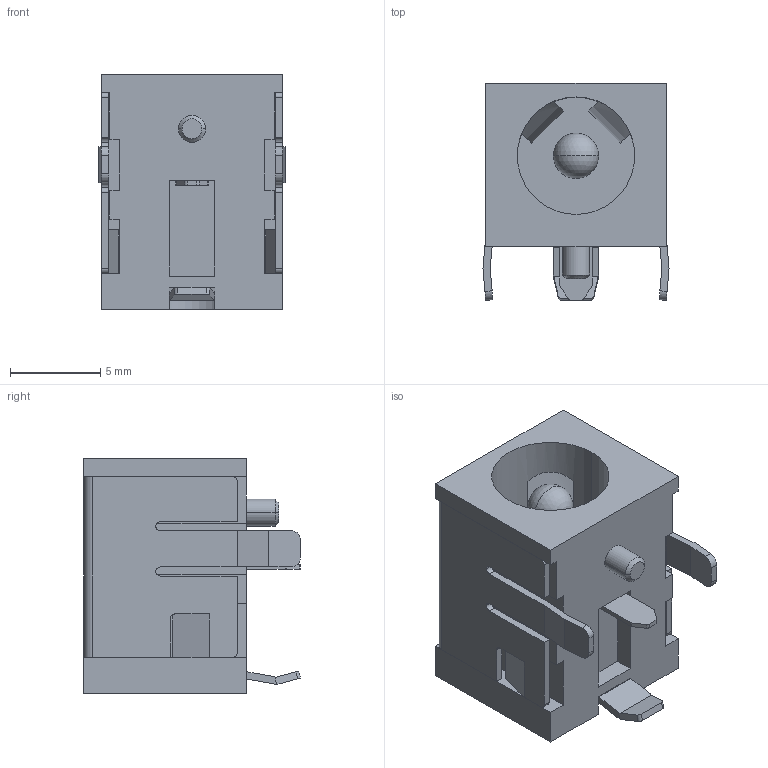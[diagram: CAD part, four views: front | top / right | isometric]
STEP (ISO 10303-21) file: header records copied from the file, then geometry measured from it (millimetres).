
FILE_DESCRIPTION(('STEP AP214'),'1');
FILE_NAME('PJ-063BH.stp','2017-01-11T20:38:48',('TraceParts'),('TraceParts S.A.'),'Spatial InterOp 3D',' ',' ');
FILE_SCHEMA(('automotive_design'));
Length unit declared in the file: millimetre
Products named in the file (4): Mirror5; Extrude44; Extrude48; Fillet13
Bounding box: 10.3 x 12 x 13 mm (x, y, z)
Volume: 792.9 mm3; surface area: 1744.6 mm2
Topology: 4 solids, 4 shells, 170 faces, 462 edges, 305 vertices
Faces by surface type: plane 110, cylinder 50, torus 6, cone 2, sphere 2
Entity records: 6906 total; most frequent: CARTESIAN_POINT 1049, DIRECTION 922, ORIENTED_EDGE 920, EDGE_CURVE 460, LINE 330, VECTOR 330, VERTEX_POINT 305, AXIS2_PLACEMENT_3D 296
